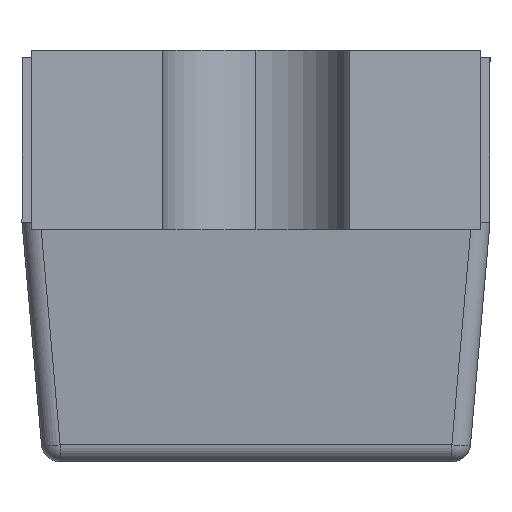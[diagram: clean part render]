
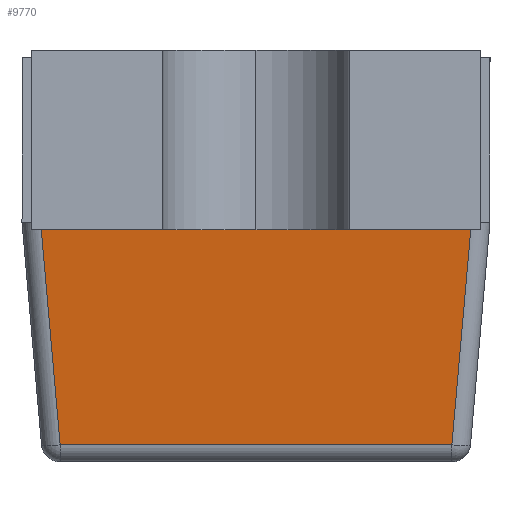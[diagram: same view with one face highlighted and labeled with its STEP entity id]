
A CAD part, left-side view. The second image highlights one B-rep face of the part: STEP entity #9770.
In plain terms, the highlighted planar face has unit normal (-0.996, 0, -0.087).
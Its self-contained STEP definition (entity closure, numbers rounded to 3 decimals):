
#724 = LINE ( 'NONE', #948, #4804 ) ;
#778 = DIRECTION ( 'NONE',  ( 0.087, -0.087, -0.992 ) ) ;
#948 = CARTESIAN_POINT ( 'NONE',  ( -0.698, 0.625, -0.458 ) ) ;
#1187 = DIRECTION ( 'NONE',  ( -0.087, -0.087, 0.992 ) ) ;
#1419 = VERTEX_POINT ( 'NONE', #3932 ) ;
#1579 = ORIENTED_EDGE ( 'NONE', *, *, #10657, .T. ) ;
#1998 = CARTESIAN_POINT ( 'NONE',  ( -0.648, 0.625, -1.034 ) ) ;
#2068 = DIRECTION ( 'NONE',  ( 0., -1., 0. ) ) ;
#2674 = PLANE ( 'NONE',  #4214 ) ;
#3281 = ORIENTED_EDGE ( 'NONE', *, *, #6860, .T. ) ;
#3662 = DIRECTION ( 'NONE',  ( 0.087, 0., -0.996 ) ) ;
#3709 = LINE ( 'NONE', #8213, #8670 ) ;
#3932 = CARTESIAN_POINT ( 'NONE',  ( -0.648, 0.523, -1.034 ) ) ;
#3954 = EDGE_LOOP ( 'NONE', ( #1579, #3281, #13502, #6859 ) ) ;
#4028 = LINE ( 'NONE', #1998, #11016 ) ;
#4214 = AXIS2_PLACEMENT_3D ( 'NONE', #7830, #6975, #3662 ) ;
#4804 = VECTOR ( 'NONE', #9447, 1000. ) ;
#6044 = CARTESIAN_POINT ( 'NONE',  ( -0.698, -0.574, -0.458 ) ) ;
#6366 = EDGE_CURVE ( 'NONE', #10646, #6828, #10738, .T. ) ;
#6828 = VERTEX_POINT ( 'NONE', #6044 ) ;
#6859 = ORIENTED_EDGE ( 'NONE', *, *, #6366, .T. ) ;
#6860 = EDGE_CURVE ( 'NONE', #12309, #1419, #3709, .T. ) ;
#6975 = DIRECTION ( 'NONE',  ( -0.996, 0., -0.087 ) ) ;
#7830 = CARTESIAN_POINT ( 'NONE',  ( -0.7, 0.625, -0.44 ) ) ;
#8213 = CARTESIAN_POINT ( 'NONE',  ( -0.7, 0.576, -0.436 ) ) ;
#8493 = VECTOR ( 'NONE', #1187, 1000. ) ;
#8670 = VECTOR ( 'NONE', #778, 1000. ) ;
#9447 = DIRECTION ( 'NONE',  ( 0., 1., 0. ) ) ;
#9770 = ADVANCED_FACE ( 'NONE', ( #9996 ), #2674, .T. ) ;
#9996 = FACE_OUTER_BOUND ( 'NONE', #3954, .T. ) ;
#10326 = CARTESIAN_POINT ( 'NONE',  ( -0.648, -0.523, -1.034 ) ) ;
#10646 = VERTEX_POINT ( 'NONE', #10326 ) ;
#10657 = EDGE_CURVE ( 'NONE', #6828, #12309, #724, .T. ) ;
#10738 = LINE ( 'NONE', #10805, #8493 ) ;
#10805 = CARTESIAN_POINT ( 'NONE',  ( -0.691, -0.566, -0.543 ) ) ;
#11016 = VECTOR ( 'NONE', #2068, 1000. ) ;
#12151 = CARTESIAN_POINT ( 'NONE',  ( -0.698, 0.574, -0.458 ) ) ;
#12309 = VERTEX_POINT ( 'NONE', #12151 ) ;
#13502 = ORIENTED_EDGE ( 'NONE', *, *, #13503, .T. ) ;
#13503 = EDGE_CURVE ( 'NONE', #1419, #10646, #4028, .T. ) ;
